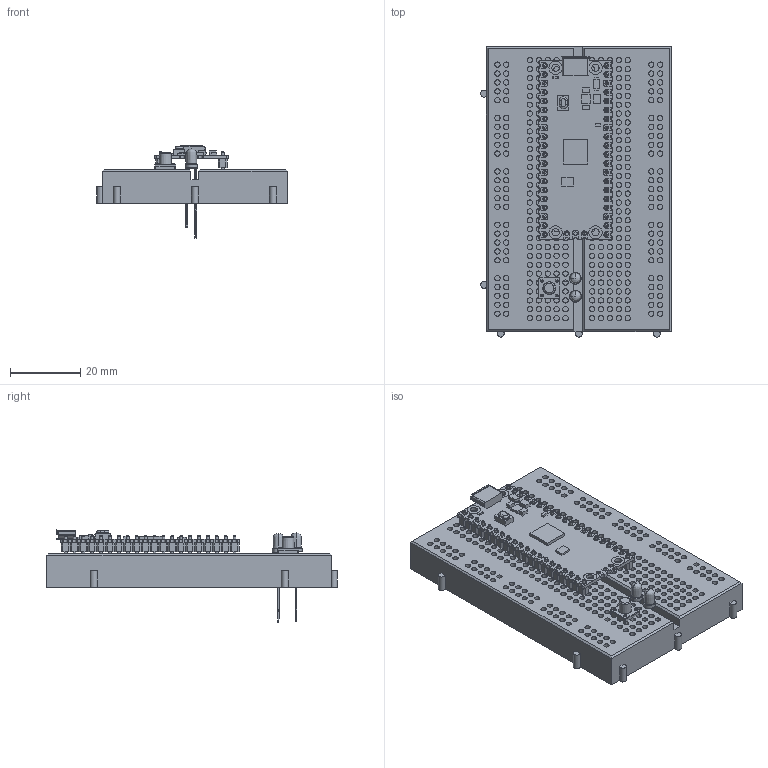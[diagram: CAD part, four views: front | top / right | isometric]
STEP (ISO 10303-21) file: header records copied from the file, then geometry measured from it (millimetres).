
FILE_DESCRIPTION(/* description */ (''),/* implementation_level */ '2;1');
FILE_NAME(/* name */ 'breadboard_case v1 v1.step',/* time_stamp */ '2024-04-29T22:35:30+02:00',/* author */ (''),/* organization */ (''),/* preprocessor_version */ 'ST-DEVELOPER v20',/* originating_system */ 'Autodesk Translation Framework v12.20.1.177',/* authorisation */ '');
FILE_SCHEMA (('AUTOMOTIVE_DESIGN { 1 0 10303 214 3 1 1 }'));
Products named in the file (22): breadboard_case v1; PICO v1; PICO_REF_BOARD.STEP; PICO_REF_USB.STEP; PICO_REF_SWITCH.STEP; PICO_REF_MICROCONTROLLER.STEP; PICO_REF_LED.STEP; PICO_REF_ONSEMI.STEP; PICO_BOURNS.STEP; PICO_RICHTEK.STEP; PICO_DIODES.STEP; PICO_AEL.STEP; PICO_PIN_HEADERS; PICO_HEADER_HOLES; PICO_MURATA.STEP; redLED v1; push_button v1; Gehäuse; Aufsetzplatte; Taste; Pin; greenLED v1
Assembly tree (25 placements, depth 3):
  breadboard_case v1
    PICO v1
      PICO_REF_BOARD.STEP
      PICO_REF_USB.STEP
      PICO_REF_SWITCH.STEP
      PICO_REF_MICROCONTROLLER.STEP
      PICO_REF_LED.STEP
      PICO_REF_ONSEMI.STEP
      PICO_BOURNS.STEP
      PICO_MURATA.STEP  x2
      PICO_RICHTEK.STEP
      PICO_DIODES.STEP
      PICO_AEL.STEP
      PICO_PIN_HEADERS
      PICO_HEADER_HOLES
    redLED v1
    push_button v1
      Gehäuse
      Pin  x4
      Aufsetzplatte
      Taste
    greenLED v1
Bounding box: 54.4 x 82.9 x 26.5 mm (x, y, z)
Volume: 38173.3 mm3; surface area: 31454.6 mm2
Topology: 115 solids, 115 shells, 2499 faces, 5441 edges, 3567 vertices
Faces by surface type: plane 1365, cylinder 928, bspline 152, torus 37, sphere 16, cone 1
Full cylindrical faces by diameter (mm): 0.8 x84, 1 x43, 1.524 x400, 2.1 x4, 3.4 x2, 3.7 x2
Entity records: 71037 total; most frequent: CARTESIAN_POINT 16850, DIRECTION 11509, ORIENTED_EDGE 10254, EDGE_CURVE 5127, AXIS2_PLACEMENT_3D 4258, VERTEX_POINT 3403, LINE 2993, VECTOR 2993
